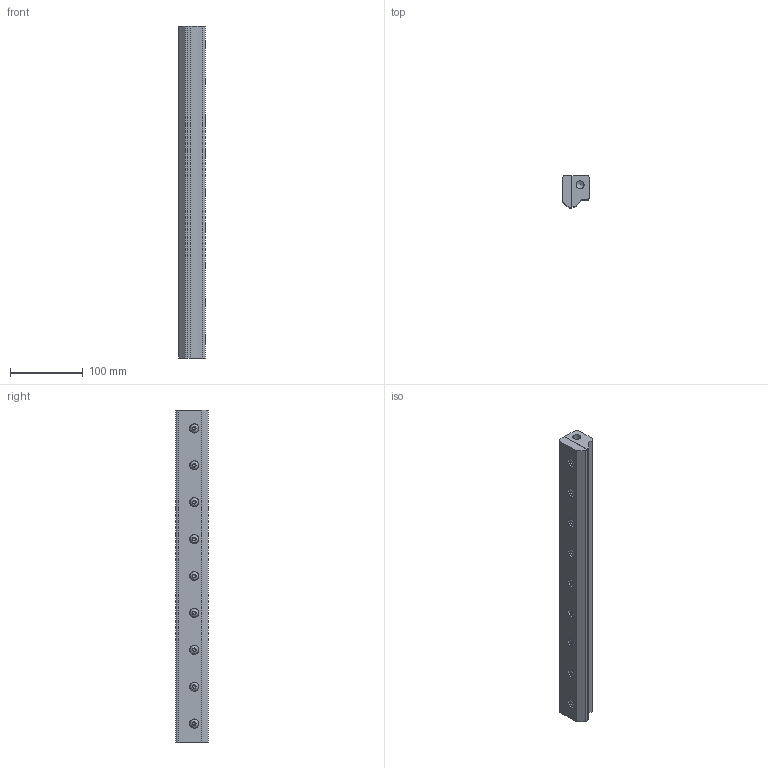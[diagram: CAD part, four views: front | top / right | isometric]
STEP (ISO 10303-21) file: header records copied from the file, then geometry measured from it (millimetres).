
FILE_DESCRIPTION(/* description */ (''),/* implementation_level */ '2;1');
FILE_NAME(/* name */ '110018SS-316-DIM.stp',/* time_stamp */ '2017-08-22T09:28:16-04:00',/* author */ ('Trey Green'),/* organization */ (''),/* preprocessor_version */ 'ST-DEVELOPER v16.13',/* originating_system */ 'Autodesk Inventor 2018',/* authorisation */ '');
FILE_SCHEMA (('AUTOMOTIVE_DESIGN { 1 0 10303 214 3 1 1 }'));
Length unit declared in the file: inch
Products named in the file (4): 110018-DIM; 110018-B-DIM; 110018-C-DIM; ANSI B18.3 - 1/4 - 20 x 3/8
Assembly tree (11 placements, depth 2):
  110018-DIM
    110018-B-DIM
    110018-C-DIM
    ANSI B18.3 - 1/4 - 20 x 3/8  x9
Bounding box: 36.51 x 44.45 x 457.2 mm (x, y, z)
Volume: 614745.8 mm3; surface area: 124466.6 mm2
Topology: 11 solids, 11 shells, 204 faces, 477 edges, 312 vertices
Faces by surface type: plane 105, cylinder 52, cone 29, torus 9, bspline 9
Full cylindrical faces by diameter (mm): 5.159 x9, 6.35 x9, 7.144 x9, 11.1 x9, 11.112 x4, 12.7 x9
Entity records: 2444 total; most frequent: DIRECTION 420, CARTESIAN_POINT 404, ORIENTED_EDGE 286, AXIS2_PLACEMENT_3D 186, EDGE_LOOP 181, EDGE_CURVE 143, VERTEX_POINT 122, FACE_BOUND 97
